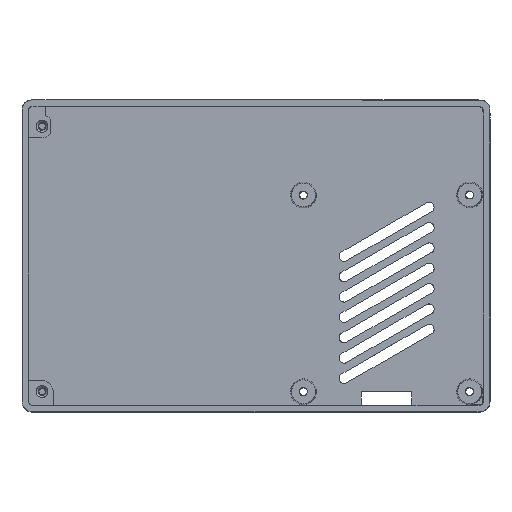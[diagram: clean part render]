
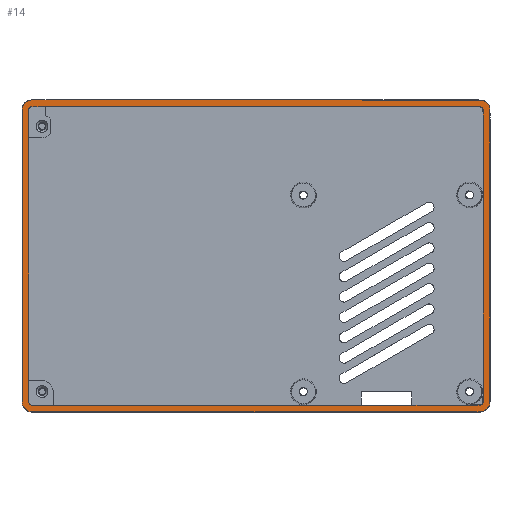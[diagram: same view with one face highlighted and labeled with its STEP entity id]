
A CAD part, top view. The second image highlights one B-rep face of the part: STEP entity #14.
In plain terms, the highlighted planar face has unit normal (0, 0, 1).
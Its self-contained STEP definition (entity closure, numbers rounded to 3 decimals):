
#14=ADVANCED_FACE('',(#334,#273),#4334,.T.);
#273=FACE_BOUND('',#594,.T.);
#334=FACE_OUTER_BOUND('',#593,.T.);
#593=EDGE_LOOP('',(#913));
#594=EDGE_LOOP('',(#914));
#913=ORIENTED_EDGE('',*,*,#2390,.T.);
#914=ORIENTED_EDGE('',*,*,#2315,.F.);
#2315=EDGE_CURVE('',#3662,#3662,#3243,.T.);
#2390=EDGE_CURVE('',#3661,#3661,#3297,.T.);
#3243=(
BOUNDED_CURVE()
B_SPLINE_CURVE(2,(#12702,#12703,#12704,#12705,#12706,#12707,#12708,#12709,
#12710,#12711,#12712,#12713,#12714,#12715,#12716,#12717,#12718),
 .UNSPECIFIED.,.T.,.F.)
B_SPLINE_CURVE_WITH_KNOTS((3,2,2,2,2,2,2,2,3),(0.,4.712,136.712,
141.425,227.425,232.137,364.137,368.85,
454.85),.UNSPECIFIED.)
CURVE()
GEOMETRIC_REPRESENTATION_ITEM()
RATIONAL_B_SPLINE_CURVE((1.,0.707,1.,1.,1.,0.707,
1.,1.,1.,0.707,1.,1.,1.,0.707,1.,1.,1.))
REPRESENTATION_ITEM('')
);
#3297=(
BOUNDED_CURVE()
B_SPLINE_CURVE(2,(#13462,#13463,#13464,#13465,#13466,#13467,#13468,#13469,
#13470,#13471,#13472,#13473,#13474,#13475,#13476,#13477,#13478),
 .UNSPECIFIED.,.T.,.F.)
B_SPLINE_CURVE_WITH_KNOTS((3,2,2,2,2,2,2,2,3),(0.,4.712,136.712,
141.425,227.425,232.137,364.137,368.85,
454.85),.UNSPECIFIED.)
CURVE()
GEOMETRIC_REPRESENTATION_ITEM()
RATIONAL_B_SPLINE_CURVE((1.,0.707,1.,1.,1.,0.707,
1.,1.,1.,0.707,1.,1.,1.,0.707,1.,1.,1.))
REPRESENTATION_ITEM('')
);
#3661=VERTEX_POINT('',#12141);
#3662=VERTEX_POINT('',#12142);
#4334=PLANE('',#4459);
#4459=AXIS2_PLACEMENT_3D('',#4825,#4642,$);
#4642=DIRECTION('',(0.,0.,1.));
#4825=CARTESIAN_POINT('',(-70.38,-46.92,26.9));
#12141=CARTESIAN_POINT('',(-69.,-43.,26.9));
#12142=CARTESIAN_POINT('',(-67.,-43.,26.9));
#12702=CARTESIAN_POINT('',(-67.,-43.,26.9));
#12703=CARTESIAN_POINT('',(-67.,-44.,26.9));
#12704=CARTESIAN_POINT('',(-66.,-44.,26.9));
#12705=CARTESIAN_POINT('',(0.,-44.,26.9));
#12706=CARTESIAN_POINT('',(66.,-44.,26.9));
#12707=CARTESIAN_POINT('',(67.,-44.,26.9));
#12708=CARTESIAN_POINT('',(67.,-43.,26.9));
#12709=CARTESIAN_POINT('',(67.,0.,26.9));
#12710=CARTESIAN_POINT('',(67.,43.,26.9));
#12711=CARTESIAN_POINT('',(67.,44.,26.9));
#12712=CARTESIAN_POINT('',(66.,44.,26.9));
#12713=CARTESIAN_POINT('',(0.,44.,26.9));
#12714=CARTESIAN_POINT('',(-66.,44.,26.9));
#12715=CARTESIAN_POINT('',(-67.,44.,26.9));
#12716=CARTESIAN_POINT('',(-67.,43.,26.9));
#12717=CARTESIAN_POINT('',(-67.,0.,26.9));
#12718=CARTESIAN_POINT('',(-67.,-43.,26.9));
#13462=CARTESIAN_POINT('',(-69.,-43.,26.9));
#13463=CARTESIAN_POINT('',(-69.,-46.,26.9));
#13464=CARTESIAN_POINT('',(-66.,-46.,26.9));
#13465=CARTESIAN_POINT('',(0.,-46.,26.9));
#13466=CARTESIAN_POINT('',(66.,-46.,26.9));
#13467=CARTESIAN_POINT('',(69.,-46.,26.9));
#13468=CARTESIAN_POINT('',(69.,-43.,26.9));
#13469=CARTESIAN_POINT('',(69.,0.,26.9));
#13470=CARTESIAN_POINT('',(69.,43.,26.9));
#13471=CARTESIAN_POINT('',(69.,46.,26.9));
#13472=CARTESIAN_POINT('',(66.,46.,26.9));
#13473=CARTESIAN_POINT('',(0.,46.,26.9));
#13474=CARTESIAN_POINT('',(-66.,46.,26.9));
#13475=CARTESIAN_POINT('',(-69.,46.,26.9));
#13476=CARTESIAN_POINT('',(-69.,43.,26.9));
#13477=CARTESIAN_POINT('',(-69.,0.,26.9));
#13478=CARTESIAN_POINT('',(-69.,-43.,26.9));
